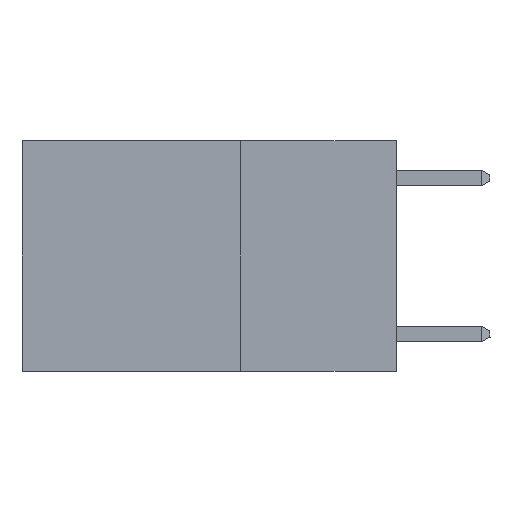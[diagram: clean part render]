
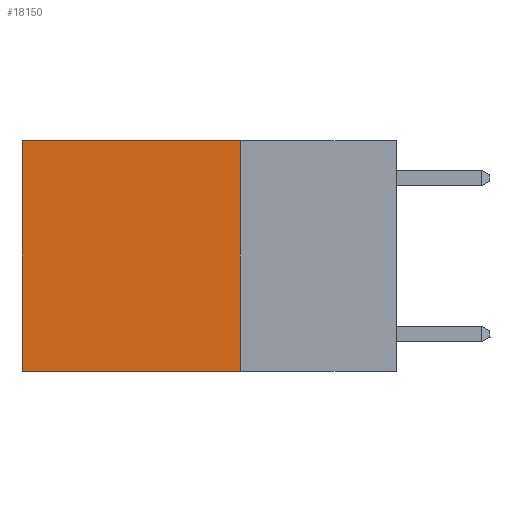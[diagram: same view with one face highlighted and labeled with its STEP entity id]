
A CAD part, left-side view. The second image highlights one B-rep face of the part: STEP entity #18150.
In plain terms, the highlighted planar face has unit normal (-1, 0, 0).
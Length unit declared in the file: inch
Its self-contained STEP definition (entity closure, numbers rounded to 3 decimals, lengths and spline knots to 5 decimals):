
#137 = CARTESIAN_POINT ( 'NONE',  ( 0.2625, 0.6, -0.37 ) ) ;
#731 = ORIENTED_EDGE ( 'NONE', *, *, #7290, .T. ) ;
#806 = VERTEX_POINT ( 'NONE', #137 ) ;
#1835 = VECTOR ( 'NONE', #15260, 39.37008 ) ;
#3019 = ORIENTED_EDGE ( 'NONE', *, *, #13124, .F. ) ;
#3281 = VERTEX_POINT ( 'NONE', #17607 ) ;
#4298 = PLANE ( 'NONE',  #8154 ) ;
#4359 = FACE_OUTER_BOUND ( 'NONE', #8494, .T. ) ;
#4380 = EDGE_CURVE ( 'NONE', #3281, #806, #8593, .T. ) ;
#4643 = VECTOR ( 'NONE', #9934, 39.37008 ) ;
#4931 = CARTESIAN_POINT ( 'NONE',  ( 0.2625, 0.25, 0. ) ) ;
#5796 = CARTESIAN_POINT ( 'NONE',  ( 0.2625, 0.25, 0. ) ) ;
#6953 = CARTESIAN_POINT ( 'NONE',  ( 0.2625, 0.25, -0.37 ) ) ;
#7000 = VERTEX_POINT ( 'NONE', #4931 ) ;
#7290 = EDGE_CURVE ( 'NONE', #9922, #806, #9885, .T. ) ;
#7297 = DIRECTION ( 'NONE',  ( 1., 0., 0. ) ) ;
#7913 = DIRECTION ( 'NONE',  ( 0., 0., -1. ) ) ;
#8154 = AXIS2_PLACEMENT_3D ( 'NONE', #5796, #7297, #17572 ) ;
#8283 = ORIENTED_EDGE ( 'NONE', *, *, #4380, .F. ) ;
#8494 = EDGE_LOOP ( 'NONE', ( #731, #8283, #3019, #14527 ) ) ;
#8593 = LINE ( 'NONE', #6953, #4643 ) ;
#9367 = CARTESIAN_POINT ( 'NONE',  ( 0.2625, 0.25, 0. ) ) ;
#9405 = LINE ( 'NONE', #18196, #16305 ) ;
#9885 = LINE ( 'NONE', #11480, #17233 ) ;
#9922 = VERTEX_POINT ( 'NONE', #14662 ) ;
#9934 = DIRECTION ( 'NONE',  ( 0., 1., 0. ) ) ;
#10203 = LINE ( 'NONE', #9367, #1835 ) ;
#10906 = EDGE_CURVE ( 'NONE', #7000, #9922, #10203, .T. ) ;
#11480 = CARTESIAN_POINT ( 'NONE',  ( 0.2625, 0.6, 0. ) ) ;
#12965 = DIRECTION ( 'NONE',  ( 0., 0., -1. ) ) ;
#13124 = EDGE_CURVE ( 'NONE', #7000, #3281, #9405, .T. ) ;
#14527 = ORIENTED_EDGE ( 'NONE', *, *, #10906, .T. ) ;
#14662 = CARTESIAN_POINT ( 'NONE',  ( 0.2625, 0.6, 0. ) ) ;
#15260 = DIRECTION ( 'NONE',  ( 0., 1., 0. ) ) ;
#16305 = VECTOR ( 'NONE', #7913, 39.37008 ) ;
#17233 = VECTOR ( 'NONE', #12965, 39.37008 ) ;
#17572 = DIRECTION ( 'NONE',  ( 0., 0., -1. ) ) ;
#17607 = CARTESIAN_POINT ( 'NONE',  ( 0.2625, 0.25, -0.37 ) ) ;
#18150 = ADVANCED_FACE ( 'NONE', ( #4359 ), #4298, .F. ) ;
#18196 = CARTESIAN_POINT ( 'NONE',  ( 0.2625, 0.25, 0. ) ) ;
